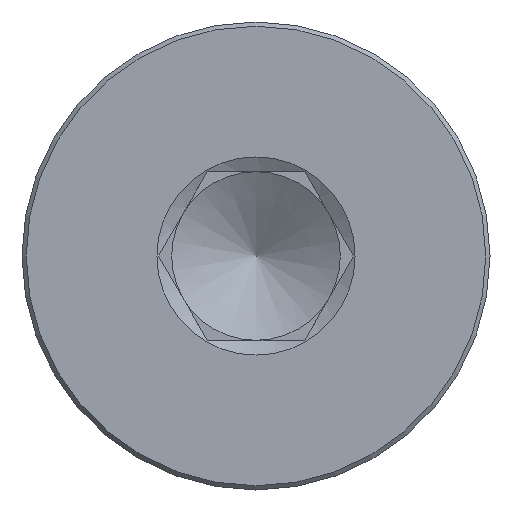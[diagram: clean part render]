
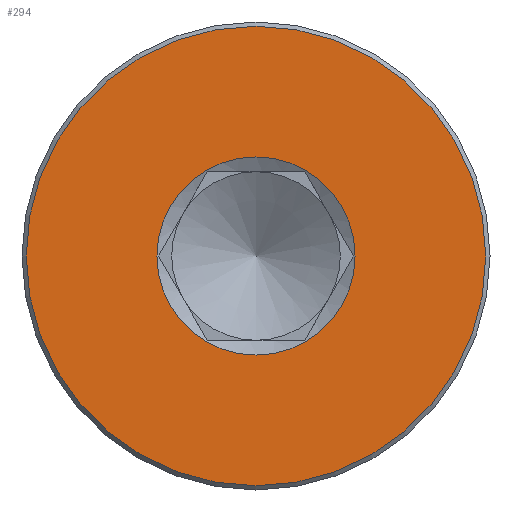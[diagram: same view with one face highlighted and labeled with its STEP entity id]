
A CAD part, left-side view. The second image highlights one B-rep face of the part: STEP entity #294.
In plain terms, the highlighted planar face has unit normal (-1, 0, 0).
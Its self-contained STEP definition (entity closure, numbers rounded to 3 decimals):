
#47=PLANE('',#332);
#74=FACE_BOUND('',#130,.T.);
#95=FACE_OUTER_BOUND('',#129,.T.);
#129=EDGE_LOOP('',(#265));
#130=EDGE_LOOP('',(#266));
#143=CIRCLE('',#316,10.9);
#147=CIRCLE('',#323,4.7);
#157=VERTEX_POINT('',#448);
#161=VERTEX_POINT('',#459);
#183=EDGE_CURVE('',#157,#157,#143,.T.);
#187=EDGE_CURVE('',#161,#161,#147,.T.);
#265=ORIENTED_EDGE('',*,*,#183,.F.);
#266=ORIENTED_EDGE('',*,*,#187,.T.);
#294=ADVANCED_FACE('',(#95,#74),#47,.F.);
#316=AXIS2_PLACEMENT_3D('',#449,#371,#372);
#323=AXIS2_PLACEMENT_3D('',#460,#385,#386);
#332=AXIS2_PLACEMENT_3D('',#511,#415,#416);
#371=DIRECTION('center_axis',(1.,0.,0.));
#372=DIRECTION('ref_axis',(0.,-1.,0.));
#385=DIRECTION('center_axis',(1.,0.,0.));
#386=DIRECTION('ref_axis',(0.,1.,0.));
#415=DIRECTION('center_axis',(1.,0.,0.));
#416=DIRECTION('ref_axis',(0.,0.,-1.));
#448=CARTESIAN_POINT('',(-3.6,10.9,0.));
#449=CARTESIAN_POINT('Origin',(-3.6,0.,0.));
#459=CARTESIAN_POINT('',(-3.6,-4.7,0.));
#460=CARTESIAN_POINT('Origin',(-3.6,0.,0.));
#511=CARTESIAN_POINT('Origin',(-3.6,1.009,0.));
